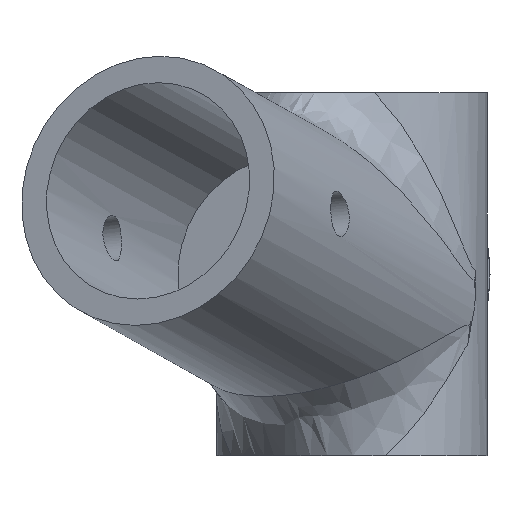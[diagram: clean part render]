
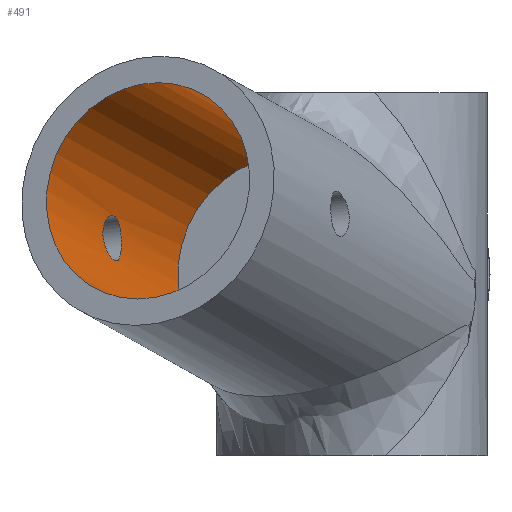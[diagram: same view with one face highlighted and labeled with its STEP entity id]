
A CAD part, left-side view. The second image highlights one B-rep face of the part: STEP entity #491.
In plain terms, the highlighted cylindrical face has radius 10.25 mm (diameter 20.5 mm), a full revolution.
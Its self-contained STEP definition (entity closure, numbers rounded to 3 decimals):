
#24=FACE_BOUND('',#123,.T.);
#37=B_SPLINE_CURVE_WITH_KNOTS('',3,(#659,#660,#661,#662,#663,#664,#665,
#666,#667,#668,#669,#670,#671,#672,#673,#674,#675,#676,#677,#678,#679,#680,
#681,#682,#683,#684,#685,#686,#687,#688,#689,#690,#691,#692),
 .UNSPECIFIED.,.T.,.F.,(4,2,2,2,2,2,2,2,2,2,2,2,2,2,2,2,4),(0.,0.079,
0.159,0.238,0.317,0.397,
0.476,0.555,0.635,0.714,
0.793,0.873,0.952,1.032,1.111,
1.19,1.27),.UNSPECIFIED.);
#40=B_SPLINE_CURVE_WITH_KNOTS('',3,(#726,#727,#728,#729,#730,#731,#732,
#733),.UNSPECIFIED.,.F.,.F.,(4,2,2,4),(0.,0.079,0.159,
0.213),.UNSPECIFIED.);
#41=B_SPLINE_CURVE_WITH_KNOTS('',3,(#735,#736,#737,#738,#739,#740,#741,
#742,#743,#744,#745,#746,#747,#748,#749,#750,#751,#752,#753,#754,#755,#756,
#757,#758,#759,#760),.UNSPECIFIED.,.F.,.F.,(4,2,2,2,2,2,2,2,2,2,2,2,4),
(0.213,0.238,0.317,0.397,
0.476,0.555,0.635,0.714,
0.793,0.873,0.952,1.032,1.057),
 .UNSPECIFIED.);
#42=B_SPLINE_CURVE_WITH_KNOTS('',3,(#761,#762,#763,#764,#765,#766,#767,
#768),.UNSPECIFIED.,.F.,.F.,(4,2,2,4),(1.057,1.111,
1.19,1.27),.UNSPECIFIED.);
#97=FACE_OUTER_BOUND('',#122,.T.);
#122=EDGE_LOOP('',(#404,#405,#406,#407,#408,#409,#410,#411,#412));
#123=EDGE_LOOP('',(#413));
#148=LINE('',#2026,#162);
#149=LINE('',#2028,#163);
#162=VECTOR('',#601,10.25);
#163=VECTOR('',#602,10.25);
#176=CIRCLE('',#535,10.25);
#177=CIRCLE('',#536,10.25);
#186=VERTEX_POINT('',#657);
#188=VERTEX_POINT('',#724);
#189=VERTEX_POINT('',#725);
#190=VERTEX_POINT('',#734);
#230=VERTEX_POINT('',#2024);
#231=VERTEX_POINT('',#2027);
#240=EDGE_CURVE('',#186,#186,#37,.T.);
#243=EDGE_CURVE('',#188,#189,#40,.T.);
#244=EDGE_CURVE('',#189,#190,#41,.T.);
#245=EDGE_CURVE('',#190,#188,#42,.T.);
#300=EDGE_CURVE('',#230,#230,#176,.T.);
#301=EDGE_CURVE('',#230,#189,#148,.T.);
#302=EDGE_CURVE('',#190,#231,#149,.T.);
#303=EDGE_CURVE('',#231,#231,#177,.T.);
#404=ORIENTED_EDGE('',*,*,#300,.T.);
#405=ORIENTED_EDGE('',*,*,#301,.T.);
#406=ORIENTED_EDGE('',*,*,#243,.F.);
#407=ORIENTED_EDGE('',*,*,#245,.F.);
#408=ORIENTED_EDGE('',*,*,#302,.T.);
#409=ORIENTED_EDGE('',*,*,#303,.T.);
#410=ORIENTED_EDGE('',*,*,#302,.F.);
#411=ORIENTED_EDGE('',*,*,#244,.F.);
#412=ORIENTED_EDGE('',*,*,#301,.F.);
#413=ORIENTED_EDGE('',*,*,#240,.F.);
#475=CYLINDRICAL_SURFACE('',#534,10.25);
#491=ADVANCED_FACE('',(#97,#24),#475,.F.);
#534=AXIS2_PLACEMENT_3D('',#2023,#597,#598);
#535=AXIS2_PLACEMENT_3D('',#2025,#599,#600);
#536=AXIS2_PLACEMENT_3D('',#2029,#603,#604);
#597=DIRECTION('center_axis',(0.887,-0.404,-0.225));
#598=DIRECTION('ref_axis',(-0.415,-0.91,0.));
#599=DIRECTION('center_axis',(-0.887,0.404,0.225));
#600=DIRECTION('ref_axis',(-0.415,-0.91,0.));
#601=DIRECTION('',(0.887,-0.404,-0.225));
#602=DIRECTION('',(0.887,-0.404,-0.225));
#603=DIRECTION('center_axis',(0.887,-0.404,-0.225));
#604=DIRECTION('ref_axis',(-0.415,-0.91,0.));
#657=CARTESIAN_POINT('',(-31.405,63.58,24.114));
#659=CARTESIAN_POINT('Ctrl Pts',(-31.405,63.58,24.114));
#660=CARTESIAN_POINT('Ctrl Pts',(-31.17,63.473,24.054));
#661=CARTESIAN_POINT('Ctrl Pts',(-30.938,63.348,23.941));
#662=CARTESIAN_POINT('Ctrl Pts',(-30.549,63.102,23.621));
#663=CARTESIAN_POINT('Ctrl Pts',(-30.391,62.98,23.414));
#664=CARTESIAN_POINT('Ctrl Pts',(-30.174,62.779,22.975));
#665=CARTESIAN_POINT('Ctrl Pts',(-30.1,62.688,22.713));
#666=CARTESIAN_POINT('Ctrl Pts',(-30.053,62.564,22.168));
#667=CARTESIAN_POINT('Ctrl Pts',(-30.079,62.532,21.884));
#668=CARTESIAN_POINT('Ctrl Pts',(-30.209,62.532,21.371));
#669=CARTESIAN_POINT('Ctrl Pts',(-30.321,62.564,21.109));
#670=CARTESIAN_POINT('Ctrl Pts',(-30.623,62.688,20.652));
#671=CARTESIAN_POINT('Ctrl Pts',(-30.813,62.779,20.457));
#672=CARTESIAN_POINT('Ctrl Pts',(-31.213,62.98,20.175));
#673=CARTESIAN_POINT('Ctrl Pts',(-31.45,63.102,20.068));
#674=CARTESIAN_POINT('Ctrl Pts',(-31.945,63.348,19.973));
#675=CARTESIAN_POINT('Ctrl Pts',(-32.203,63.473,19.983));
#676=CARTESIAN_POINT('Ctrl Pts',(-32.672,63.686,20.102));
#677=CARTESIAN_POINT('Ctrl Pts',(-32.913,63.79,20.218));
#678=CARTESIAN_POINT('Ctrl Pts',(-33.335,63.961,20.547));
#679=CARTESIAN_POINT('Ctrl Pts',(-33.516,64.029,20.759));
#680=CARTESIAN_POINT('Ctrl Pts',(-33.776,64.13,21.209));
#681=CARTESIAN_POINT('Ctrl Pts',(-33.872,64.169,21.476));
#682=CARTESIAN_POINT('Ctrl Pts',(-33.951,64.218,22.03));
#683=CARTESIAN_POINT('Ctrl Pts',(-33.933,64.229,22.316));
#684=CARTESIAN_POINT('Ctrl Pts',(-33.803,64.229,22.829));
#685=CARTESIAN_POINT('Ctrl Pts',(-33.683,64.218,23.089));
#686=CARTESIAN_POINT('Ctrl Pts',(-33.349,64.169,23.538));
#687=CARTESIAN_POINT('Ctrl Pts',(-33.137,64.13,23.727));
#688=CARTESIAN_POINT('Ctrl Pts',(-32.694,64.029,23.998));
#689=CARTESIAN_POINT('Ctrl Pts',(-32.434,63.961,24.099));
#690=CARTESIAN_POINT('Ctrl Pts',(-31.906,63.79,24.186));
#691=CARTESIAN_POINT('Ctrl Pts',(-31.639,63.686,24.173));
#692=CARTESIAN_POINT('Ctrl Pts',(-31.405,63.58,24.114));
#724=CARTESIAN_POINT('',(-23.546,81.934,22.12));
#725=CARTESIAN_POINT('',(-25.356,82.82,21.491));
#726=CARTESIAN_POINT('Ctrl Pts',(-23.546,81.934,22.12));
#727=CARTESIAN_POINT('Ctrl Pts',(-23.781,82.041,22.18));
#728=CARTESIAN_POINT('Ctrl Pts',(-24.039,82.165,22.19));
#729=CARTESIAN_POINT('Ctrl Pts',(-24.534,82.412,22.095));
#730=CARTESIAN_POINT('Ctrl Pts',(-24.771,82.534,21.988));
#731=CARTESIAN_POINT('Ctrl Pts',(-25.107,82.702,21.751));
#732=CARTESIAN_POINT('Ctrl Pts',(-25.239,82.766,21.631));
#733=CARTESIAN_POINT('Ctrl Pts',(-25.356,82.82,21.491));
#734=CARTESIAN_POINT('',(-22.126,81.348,20.672));
#735=CARTESIAN_POINT('Ctrl Pts',(-25.356,82.82,21.491));
#736=CARTESIAN_POINT('Ctrl Pts',(-25.411,82.845,21.425));
#737=CARTESIAN_POINT('Ctrl Pts',(-25.463,82.868,21.356));
#738=CARTESIAN_POINT('Ctrl Pts',(-25.662,82.949,21.054));
#739=CARTESIAN_POINT('Ctrl Pts',(-25.774,82.981,20.792));
#740=CARTESIAN_POINT('Ctrl Pts',(-25.904,82.981,20.279));
#741=CARTESIAN_POINT('Ctrl Pts',(-25.931,82.949,19.995));
#742=CARTESIAN_POINT('Ctrl Pts',(-25.884,82.825,19.45));
#743=CARTESIAN_POINT('Ctrl Pts',(-25.81,82.734,19.188));
#744=CARTESIAN_POINT('Ctrl Pts',(-25.593,82.534,18.749));
#745=CARTESIAN_POINT('Ctrl Pts',(-25.435,82.412,18.542));
#746=CARTESIAN_POINT('Ctrl Pts',(-25.046,82.165,18.222));
#747=CARTESIAN_POINT('Ctrl Pts',(-24.814,82.041,18.109));
#748=CARTESIAN_POINT('Ctrl Pts',(-24.344,81.827,17.99));
#749=CARTESIAN_POINT('Ctrl Pts',(-24.077,81.724,17.976));
#750=CARTESIAN_POINT('Ctrl Pts',(-23.55,81.552,18.064));
#751=CARTESIAN_POINT('Ctrl Pts',(-23.29,81.484,18.165));
#752=CARTESIAN_POINT('Ctrl Pts',(-22.847,81.383,18.436));
#753=CARTESIAN_POINT('Ctrl Pts',(-22.635,81.345,18.625));
#754=CARTESIAN_POINT('Ctrl Pts',(-22.301,81.295,19.074));
#755=CARTESIAN_POINT('Ctrl Pts',(-22.18,81.284,19.334));
#756=CARTESIAN_POINT('Ctrl Pts',(-22.05,81.284,19.847));
#757=CARTESIAN_POINT('Ctrl Pts',(-22.033,81.295,20.133));
#758=CARTESIAN_POINT('Ctrl Pts',(-22.085,81.328,20.498));
#759=CARTESIAN_POINT('Ctrl Pts',(-22.103,81.337,20.586));
#760=CARTESIAN_POINT('Ctrl Pts',(-22.126,81.348,20.672));
#761=CARTESIAN_POINT('Ctrl Pts',(-22.126,81.348,20.672));
#762=CARTESIAN_POINT('Ctrl Pts',(-22.176,81.37,20.854));
#763=CARTESIAN_POINT('Ctrl Pts',(-22.25,81.4,21.026));
#764=CARTESIAN_POINT('Ctrl Pts',(-22.468,81.484,21.404));
#765=CARTESIAN_POINT('Ctrl Pts',(-22.648,81.552,21.616));
#766=CARTESIAN_POINT('Ctrl Pts',(-23.07,81.724,21.945));
#767=CARTESIAN_POINT('Ctrl Pts',(-23.312,81.827,22.061));
#768=CARTESIAN_POINT('Ctrl Pts',(-23.546,81.934,22.12));
#2023=CARTESIAN_POINT('Origin',(-14.692,66.696,17.707));
#2024=CARTESIAN_POINT('',(-37.041,88.145,24.456));
#2025=CARTESIAN_POINT('Origin',(-41.291,78.818,24.456));
#2026=CARTESIAN_POINT('',(-10.442,76.023,17.707));
#2027=CARTESIAN_POINT('',(-10.442,76.023,17.707));
#2028=CARTESIAN_POINT('',(-10.442,76.023,17.707));
#2029=CARTESIAN_POINT('Origin',(-14.692,66.696,17.707));
